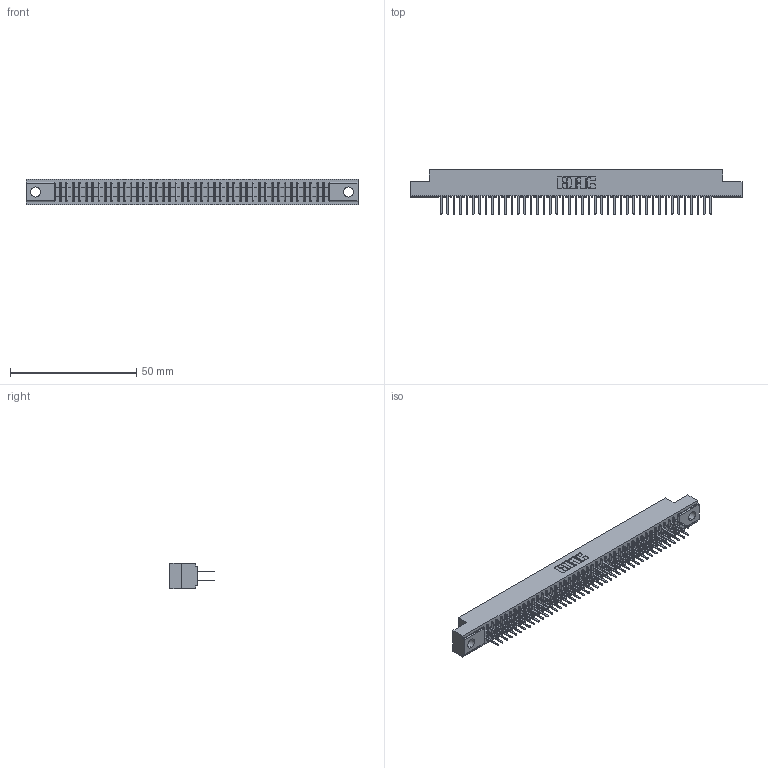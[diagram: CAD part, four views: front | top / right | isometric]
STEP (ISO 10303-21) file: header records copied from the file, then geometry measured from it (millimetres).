
FILE_DESCRIPTION (( 'STEP AP203' ), '1' );
FILE_NAME ('391-086-521-204.STEP', '2018-08-09T16:38:38', ( '' ), ( '' ), 'SwSTEP 2.0', 'SolidWorks 2016', '' );
FILE_SCHEMA (( 'CONFIG_CONTROL_DESIGN' ));
Length unit declared in the file: inch
Products named in the file (3): 341 Part_.156 (3.96) Dia Mounting Holes; 341-292-001_341-292-121; 391-086-521-204
Assembly tree (87 placements, depth 2):
  391-086-521-204
    341 Part_.156 (3.96) Dia Mounting Holes
    341-292-001_341-292-121  x86
Bounding box: 131.44 x 17.7 x 10.16 mm (x, y, z)
Volume: 9666.7 mm3; surface area: 17456.3 mm2
Topology: 87 solids, 87 shells, 5806 faces, 16821 edges, 10894 vertices
Faces by surface type: plane 3522, cylinder 2112, sphere 88, torus 84
Entity records: 52324 total; most frequent: CARTESIAN_POINT 8703, ORIENTED_EDGE 8646, DIRECTION 8437, EDGE_CURVE 4323, VECTOR 3501, LINE 3501, VERTEX_POINT 2734, AXIS2_PLACEMENT_3D 2468
